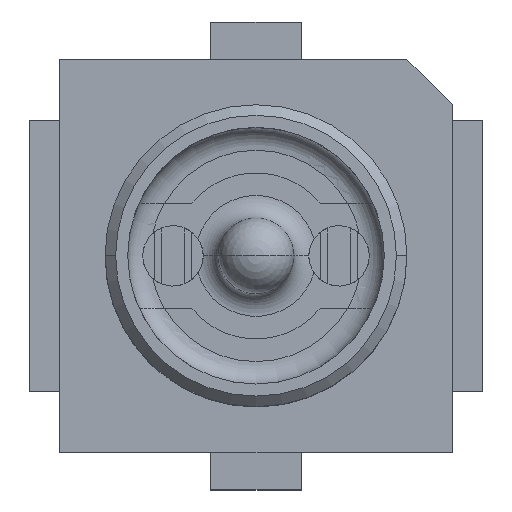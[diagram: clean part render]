
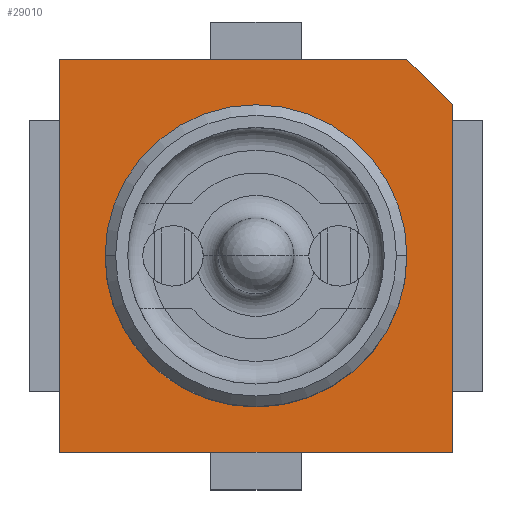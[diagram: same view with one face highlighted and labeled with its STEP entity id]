
A CAD part, top view. The second image highlights one B-rep face of the part: STEP entity #29010.
In plain terms, the highlighted planar face has unit normal (0, 0, 1).
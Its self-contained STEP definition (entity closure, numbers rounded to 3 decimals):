
#9150=CARTESIAN_POINT('',(-8.3,-1.7,
0.35));
#9160=DIRECTION('',(1.,0.,0.));
#9170=VECTOR('',#9160,1.);
#9180=LINE('',#9150,#9170);
#9190=CARTESIAN_POINT('',(-8.3,-1.7,
0.35));
#9200=VERTEX_POINT('',#9190);
#9210=CARTESIAN_POINT('',(-6.,-1.7,
0.35));
#9220=VERTEX_POINT('',#9210);
#9230=EDGE_CURVE('',#9200,#9220,#9180,.T.);
#16180=CARTESIAN_POINT('',(-6.45,-3.,
0.35));
#16190=DIRECTION('',(0.,0.,1.));
#16200=DIRECTION('',(-1.,0.,0.));
#16210=AXIS2_PLACEMENT_3D('',#16180,#16190,#16200);
#16220=PLANE('',#16210);
#28490=CARTESIAN_POINT('',(-7.,-3.,
0.35));
#28500=DIRECTION('',(0.,0.,1.));
#28510=DIRECTION('',(-1.,0.,0.));
#28520=AXIS2_PLACEMENT_3D('',#28490,#28500,#28510);
#28530=CIRCLE('',#28520,1.);
#28540=CARTESIAN_POINT('',(-7.3,-3.954,
0.35));
#28550=VERTEX_POINT('',#28540);
#28560=CARTESIAN_POINT('',(-6.,-3.,
0.35));
#28570=VERTEX_POINT('',#28560);
#28580=EDGE_CURVE('',#28550,#28570,#28530,.T.);
#28590=ORIENTED_EDGE('',*,*,#28580,.F.);
#28600=CARTESIAN_POINT('',(-8.,-3.,
0.35));
#28610=VERTEX_POINT('',#28600);
#28620=EDGE_CURVE('',#28570,#28610,#28530,.T.);
#28630=ORIENTED_EDGE('',*,*,#28620,.F.);
#28640=EDGE_CURVE('',#28610,#28550,#28530,.T.);
#28650=ORIENTED_EDGE('',*,*,#28640,.F.);
#28660=EDGE_LOOP('',(#28650,#28630,#28590));
#28670=FACE_BOUND('',#28660,.T.);
#28680=CARTESIAN_POINT('',(-8.3,-4.3,
0.35));
#28690=DIRECTION('',(0.,1.,0.));
#28700=VECTOR('',#28690,1.);
#28710=LINE('',#28680,#28700);
#28720=CARTESIAN_POINT('',(-8.3,-4.3,
0.35));
#28730=VERTEX_POINT('',#28720);
#28740=EDGE_CURVE('',#28730,#9200,#28710,.T.);
#28750=ORIENTED_EDGE('',*,*,#28740,.F.);
#28760=ORIENTED_EDGE('',*,*,#9230,.F.);
#28770=CARTESIAN_POINT('',(-4.4,-3.3,
0.35));
#28780=DIRECTION('',(0.707,-0.707,
0.));
#28790=VECTOR('',#28780,1.);
#28800=LINE('',#28770,#28790);
#28810=CARTESIAN_POINT('',(-5.7,-2.,
0.35));
#28820=VERTEX_POINT('',#28810);
#28830=EDGE_CURVE('',#9220,#28820,#28800,.T.);
#28840=ORIENTED_EDGE('',*,*,#28830,.F.);
#28850=CARTESIAN_POINT('',(-5.7,-1.7,
0.35));
#28860=DIRECTION('',(0.,-1.,0.));
#28870=VECTOR('',#28860,1.);
#28880=LINE('',#28850,#28870);
#28890=CARTESIAN_POINT('',(-5.7,-4.3,
0.35));
#28900=VERTEX_POINT('',#28890);
#28910=EDGE_CURVE('',#28820,#28900,#28880,.T.);
#28920=ORIENTED_EDGE('',*,*,#28910,.F.);
#28930=CARTESIAN_POINT('',(-6.4,-4.3,
0.35));
#28940=DIRECTION('',(-1.,0.,0.));
#28950=VECTOR('',#28940,1.);
#28960=LINE('',#28930,#28950);
#28970=EDGE_CURVE('',#28900,#28730,#28960,.T.);
#28980=ORIENTED_EDGE('',*,*,#28970,.F.);
#28990=EDGE_LOOP('',(#28980,#28920,#28840,#28760,#28750));
#29000=FACE_OUTER_BOUND('',#28990,.T.);
#29010=ADVANCED_FACE('',(#28670,#29000),#16220,.T.);
